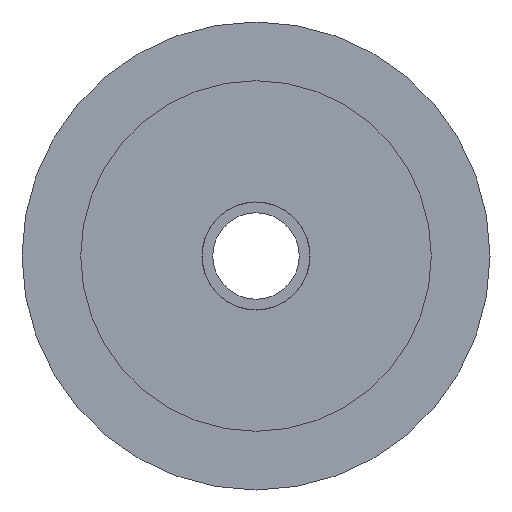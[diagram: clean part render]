
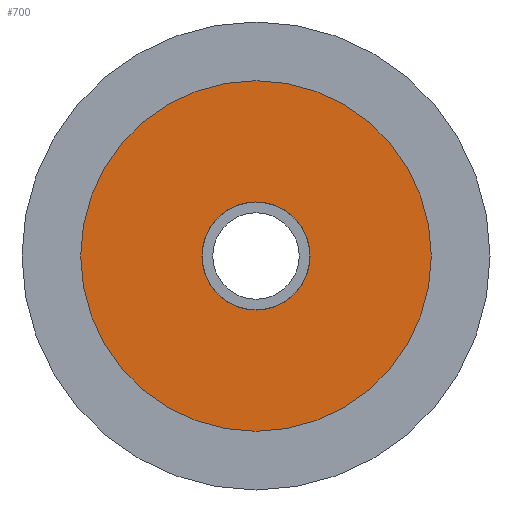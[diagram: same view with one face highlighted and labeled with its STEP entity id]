
A CAD part, front view. The second image highlights one B-rep face of the part: STEP entity #700.
In plain terms, the highlighted planar face has unit normal (0, -1, 0).
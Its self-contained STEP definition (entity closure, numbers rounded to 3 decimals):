
#86=FACE_BOUND('',#167,.T.);
#102=PLANE('',#853);
#128=FACE_OUTER_BOUND('',#166,.T.);
#166=EDGE_LOOP('',(#507,#508));
#167=EDGE_LOOP('',(#509));
#265=CIRCLE('',#843,6.35);
#272=CIRCLE('',#854,20.6);
#273=CIRCLE('',#855,20.6);
#320=VERTEX_POINT('',#1166);
#327=VERTEX_POINT('',#1187);
#328=VERTEX_POINT('',#1188);
#393=EDGE_CURVE('',#320,#320,#265,.T.);
#402=EDGE_CURVE('',#327,#328,#272,.T.);
#403=EDGE_CURVE('',#328,#327,#273,.T.);
#507=ORIENTED_EDGE('',*,*,#402,.F.);
#508=ORIENTED_EDGE('',*,*,#403,.F.);
#509=ORIENTED_EDGE('',*,*,#393,.T.);
#700=ADVANCED_FACE('',(#128,#86),#102,.T.);
#843=AXIS2_PLACEMENT_3D('',#1168,#947,#948);
#853=AXIS2_PLACEMENT_3D('',#1186,#969,#970);
#854=AXIS2_PLACEMENT_3D('',#1189,#971,#972);
#855=AXIS2_PLACEMENT_3D('',#1190,#973,#974);
#947=DIRECTION('center_axis',(0.,1.,0.));
#948=DIRECTION('ref_axis',(-1.,0.,0.));
#969=DIRECTION('center_axis',(0.,-1.,0.));
#970=DIRECTION('ref_axis',(0.,0.,-1.));
#971=DIRECTION('center_axis',(0.,1.,0.));
#972=DIRECTION('ref_axis',(1.,0.,0.));
#973=DIRECTION('center_axis',(0.,1.,0.));
#974=DIRECTION('ref_axis',(1.,0.,0.));
#1166=CARTESIAN_POINT('',(6.35,2.5,0.));
#1168=CARTESIAN_POINT('Origin',(0.,2.5,0.));
#1186=CARTESIAN_POINT('Origin',(-20.6,2.5,0.));
#1187=CARTESIAN_POINT('',(-20.6,2.5,0.));
#1188=CARTESIAN_POINT('',(20.6,2.5,0.));
#1189=CARTESIAN_POINT('Origin',(0.,2.5,0.));
#1190=CARTESIAN_POINT('Origin',(0.,2.5,0.));
